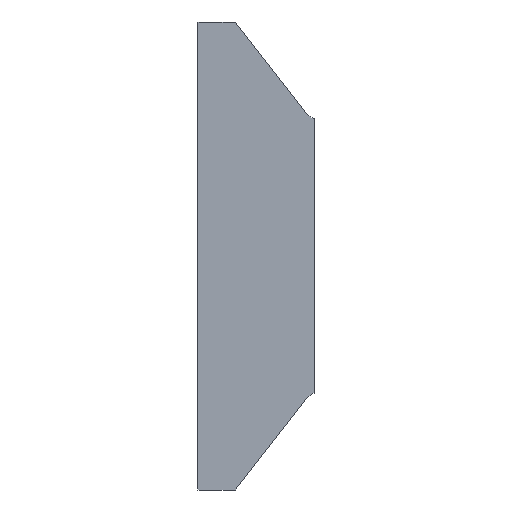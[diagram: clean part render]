
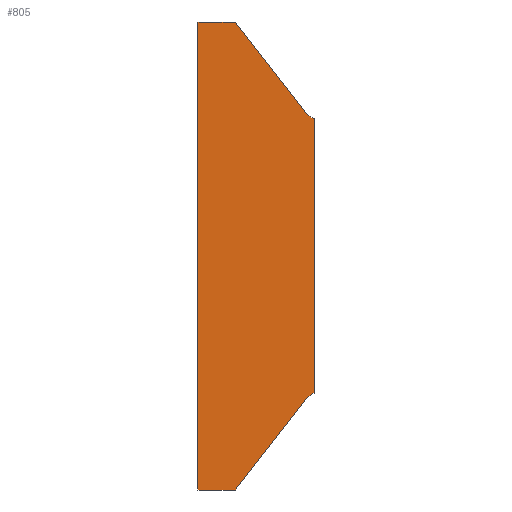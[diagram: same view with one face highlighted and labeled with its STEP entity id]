
A CAD part, left-side view. The second image highlights one B-rep face of the part: STEP entity #805.
In plain terms, the highlighted planar face has unit normal (-1, 0, 0).
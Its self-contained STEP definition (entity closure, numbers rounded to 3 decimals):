
#58=B_SPLINE_CURVE_WITH_KNOTS('',3,(#1182,#1183,#1184,#1185,#1186,#1187,
#1188,#1189,#1190,#1191),.UNSPECIFIED.,.F.,.F.,(4,2,2,2,4),(1.148,
1.236,1.573,1.818,1.99),
 .UNSPECIFIED.);
#59=B_SPLINE_CURVE_WITH_KNOTS('',3,(#1194,#1195,#1196,#1197,#1198,#1199,
#1200,#1201,#1202,#1203),.UNSPECIFIED.,.F.,.F.,(4,2,2,2,4),(0.165,
0.266,0.41,0.616,0.662),
 .UNSPECIFIED.);
#72=FACE_OUTER_BOUND('',#110,.T.);
#110=EDGE_LOOP('',(#538,#539,#540,#541,#542,#543,#544,#545,#546,#547));
#158=LINE('',#1127,#242);
#178=LINE('',#1169,#262);
#180=LINE('',#1173,#264);
#181=LINE('',#1175,#265);
#182=LINE('',#1177,#266);
#183=LINE('',#1179,#267);
#184=LINE('',#1180,#268);
#185=LINE('',#1193,#269);
#242=VECTOR('',#926,10.);
#262=VECTOR('',#954,10.);
#264=VECTOR('',#958,10.);
#265=VECTOR('',#959,10.);
#266=VECTOR('',#960,10.);
#267=VECTOR('',#961,10.);
#268=VECTOR('',#962,10.);
#269=VECTOR('',#963,10.);
#326=VERTEX_POINT('',#1125);
#327=VERTEX_POINT('',#1126);
#344=VERTEX_POINT('',#1166);
#345=VERTEX_POINT('',#1168);
#346=VERTEX_POINT('',#1172);
#347=VERTEX_POINT('',#1174);
#348=VERTEX_POINT('',#1176);
#349=VERTEX_POINT('',#1178);
#350=VERTEX_POINT('',#1181);
#351=VERTEX_POINT('',#1192);
#402=EDGE_CURVE('',#326,#327,#158,.T.);
#422=EDGE_CURVE('',#345,#344,#178,.T.);
#424=EDGE_CURVE('',#346,#327,#180,.T.);
#425=EDGE_CURVE('',#347,#346,#181,.T.);
#426=EDGE_CURVE('',#348,#347,#182,.T.);
#427=EDGE_CURVE('',#349,#348,#183,.T.);
#428=EDGE_CURVE('',#345,#349,#184,.T.);
#429=EDGE_CURVE('',#350,#344,#58,.T.);
#430=EDGE_CURVE('',#351,#350,#185,.T.);
#431=EDGE_CURVE('',#326,#351,#59,.T.);
#538=ORIENTED_EDGE('',*,*,#402,.T.);
#539=ORIENTED_EDGE('',*,*,#424,.F.);
#540=ORIENTED_EDGE('',*,*,#425,.F.);
#541=ORIENTED_EDGE('',*,*,#426,.F.);
#542=ORIENTED_EDGE('',*,*,#427,.F.);
#543=ORIENTED_EDGE('',*,*,#428,.F.);
#544=ORIENTED_EDGE('',*,*,#422,.T.);
#545=ORIENTED_EDGE('',*,*,#429,.F.);
#546=ORIENTED_EDGE('',*,*,#430,.F.);
#547=ORIENTED_EDGE('',*,*,#431,.F.);
#740=PLANE('',#866);
#805=ADVANCED_FACE('',(#72),#740,.F.);
#866=AXIS2_PLACEMENT_3D('',#1171,#956,#957);
#926=DIRECTION('',(0.,0.614,0.789));
#954=DIRECTION('',(0.,-0.614,0.789));
#956=DIRECTION('center_axis',(1.,0.,0.));
#957=DIRECTION('ref_axis',(0.,0.,
-1.));
#958=DIRECTION('',(0.,-1.,0.));
#959=DIRECTION('',(0.,-1.,0.));
#960=DIRECTION('',(0.,0.,1.));
#961=DIRECTION('',(0.,1.,0.));
#962=DIRECTION('',(0.,1.,0.));
#963=DIRECTION('',(0.,0.,-1.));
#1125=CARTESIAN_POINT('',(-40.,-56.,-48.877));
#1126=CARTESIAN_POINT('',(-40.,-18.,0.));
#1127=CARTESIAN_POINT('',(-40.,-86.581,-88.211));
#1166=CARTESIAN_POINT('',(-40.,-56.,-201.123));
#1168=CARTESIAN_POINT('',(-40.,-18.,-250.));
#1169=CARTESIAN_POINT('',(-40.,-65.272,-189.197));
#1171=CARTESIAN_POINT('Origin',(-40.,-60.524,-250.));
#1172=CARTESIAN_POINT('',(-40.,-2.,0.));
#1173=CARTESIAN_POINT('',(-40.,-2.,0.));
#1174=CARTESIAN_POINT('',(-40.,2.,0.));
#1175=CARTESIAN_POINT('',(-40.,-31.262,0.));
#1176=CARTESIAN_POINT('',(-40.,2.,-250.));
#1177=CARTESIAN_POINT('',(-40.,2.,-187.5));
#1178=CARTESIAN_POINT('',(-40.,-2.,-250.));
#1179=CARTESIAN_POINT('',(-40.,-31.262,-250.));
#1180=CARTESIAN_POINT('',(-40.,2.524,-250.));
#1181=CARTESIAN_POINT('',(-40.,-60.,-198.214));
#1182=CARTESIAN_POINT('Ctrl Pts',(-40.,-60.,-198.214));
#1183=CARTESIAN_POINT('Ctrl Pts',(-40.,-59.838,-198.289));
#1184=CARTESIAN_POINT('Ctrl Pts',(-40.,-59.681,-198.366));
#1185=CARTESIAN_POINT('Ctrl Pts',(-40.,-58.937,-198.754));
#1186=CARTESIAN_POINT('Ctrl Pts',(-40.,-58.399,-199.101));
#1187=CARTESIAN_POINT('Ctrl Pts',(-40.,-57.48,-199.8));
#1188=CARTESIAN_POINT('Ctrl Pts',(-40.,-57.117,-200.108));
#1189=CARTESIAN_POINT('Ctrl Pts',(-40.,-56.5,-200.661));
#1190=CARTESIAN_POINT('Ctrl Pts',(-40.,-56.25,-200.892));
#1191=CARTESIAN_POINT('Ctrl Pts',(-40.,-56.,-201.123));
#1192=CARTESIAN_POINT('',(-40.,-60.,-51.786));
#1193=CARTESIAN_POINT('',(-40.,-60.,-250.));
#1194=CARTESIAN_POINT('Ctrl Pts',(-40.,-56.,-48.877));
#1195=CARTESIAN_POINT('Ctrl Pts',(-40.,-56.248,-49.106));
#1196=CARTESIAN_POINT('Ctrl Pts',(-40.,-56.496,-49.336));
#1197=CARTESIAN_POINT('Ctrl Pts',(-40.,-57.111,-49.887));
#1198=CARTESIAN_POINT('Ctrl Pts',(-40.,-57.474,-50.195));
#1199=CARTESIAN_POINT('Ctrl Pts',(-40.,-58.41,-50.908));
#1200=CARTESIAN_POINT('Ctrl Pts',(-40.,-58.966,-51.265));
#1201=CARTESIAN_POINT('Ctrl Pts',(-40.,-59.718,-51.652));
#1202=CARTESIAN_POINT('Ctrl Pts',(-40.,-59.858,-51.721));
#1203=CARTESIAN_POINT('Ctrl Pts',(-40.,-60.,-51.786));
